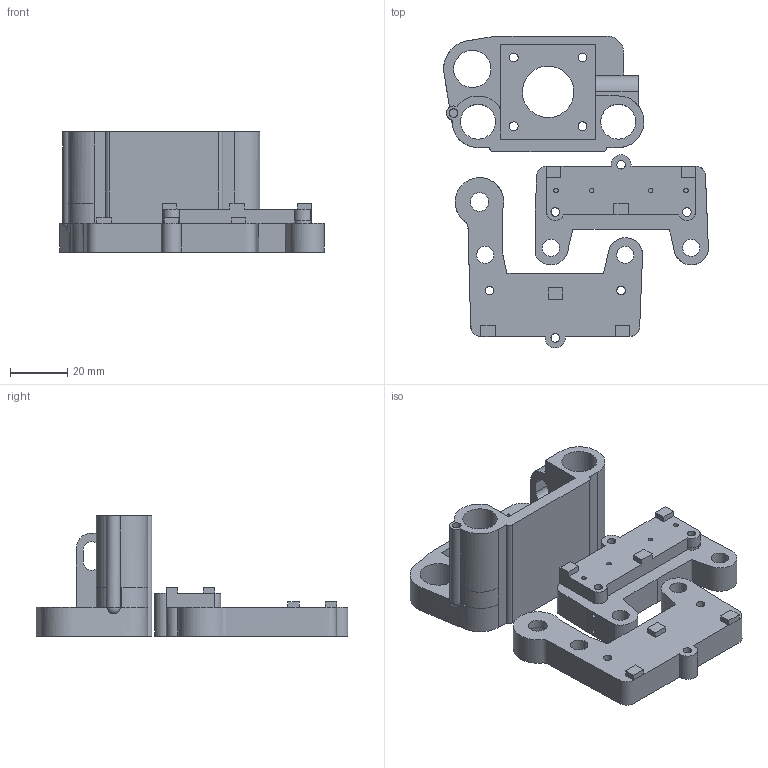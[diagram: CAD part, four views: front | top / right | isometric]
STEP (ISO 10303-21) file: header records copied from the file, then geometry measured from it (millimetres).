
FILE_DESCRIPTION(/* description */ (''),/* implementation_level */ '2;1');
FILE_NAME(/* name */ 'bridge_and_head_assembly_print_1p0.step',/* time_stamp */ '2019-09-29T10:18:29+02:00',/* author */ (''),/* organization */ (''),/* preprocessor_version */ 'ST-DEVELOPER v18',/* originating_system */ 'Autodesk Translation Framework v8.2.0.1029',/* authorisation */ '');
FILE_SCHEMA (('AUTOMOTIVE_DESIGN { 1 0 10303 214 3 1 1 }'));
Length unit declared in the file: millimetre
Products named in the file (2): bridge_and_head_assembly_print_1p0; bridge_and_head_assembly_print_1p0_1
Assembly tree (1 placements, depth 2):
  bridge_and_head_assembly_print_1p0
    bridge_and_head_assembly_print_1p0_1
Bounding box: 92.49 x 109 x 42 mm (x, y, z)
Volume: 65691.7 mm3; surface area: 31429.7 mm2
Topology: 3 solids, 3 shells, 126 faces, 375 edges, 264 vertices
Faces by surface type: plane 68, cylinder 50, bspline 6, sphere 1, cone 1
Full cylindrical faces by diameter (mm): 1.5 x2, 1.6 x6, 3 x7, 3.1 x4, 6 x4, 6.5 x1, 12 x1, 12.2 x2, 13 x1
Entity records: 6905 total; most frequent: CARTESIAN_POINT 3248, DIRECTION 755, ORIENTED_EDGE 750, EDGE_CURVE 375, AXIS2_PLACEMENT_3D 271, VERTEX_POINT 264, LINE 213, VECTOR 213
